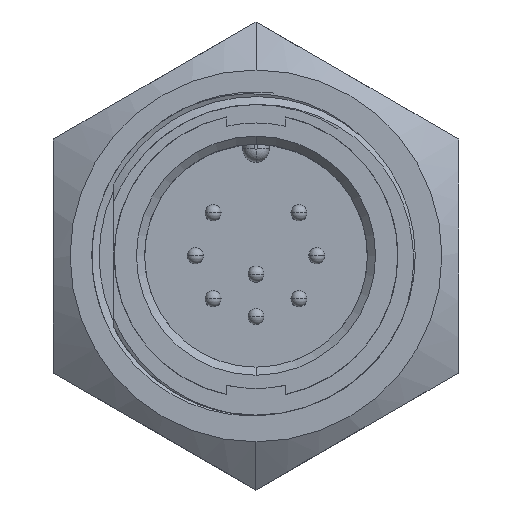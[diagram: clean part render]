
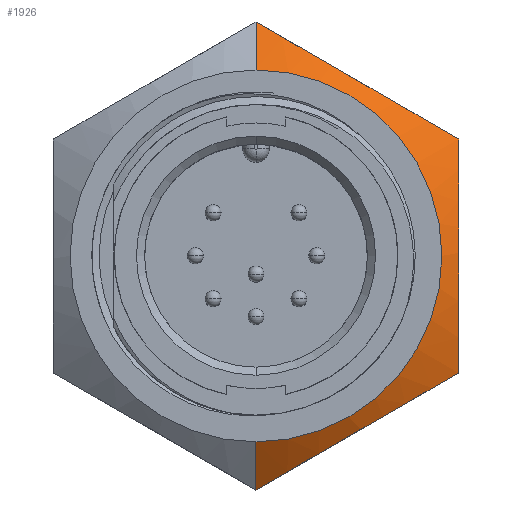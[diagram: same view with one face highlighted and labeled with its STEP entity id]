
A CAD part, top view. The second image highlights one B-rep face of the part: STEP entity #1926.
In plain terms, the highlighted conical face has half-angle 55 degrees and reference radius 11.654 mm.
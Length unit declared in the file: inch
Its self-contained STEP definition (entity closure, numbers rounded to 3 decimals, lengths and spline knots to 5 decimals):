
#282 = CARTESIAN_POINT ( 'NONE',  ( 0., 0.45881, -0.285 ) ) ;
#321 = CARTESIAN_POINT ( 'NONE',  ( 0.5, 0.28868, -0.368 ) ) ;
#439 = CARTESIAN_POINT ( 'NONE',  ( 0., -0.45881, -0.285 ) ) ;
#620 = CARTESIAN_POINT ( 'NONE',  ( 0.5, -0.28868, -0.368 ) ) ;
#666 = CARTESIAN_POINT ( 'NONE',  ( 0., -0.57735, -0.368 ) ) ;
#670 = CARTESIAN_POINT ( 'NONE',  ( 0., 0.57735, -0.368 ) ) ;
#882 = EDGE_LOOP ( 'NONE', ( #19333, #19371, #19347, #19303, #19376, #19449 ) ) ;
#1926 = ADVANCED_FACE ( 'NONE', ( #15658 ), #3937, .T. ) ;
#1977 = EDGE_CURVE ( 'NONE', #19324, #19429, #10595, .T. ) ;
#2078 = EDGE_CURVE ( 'NONE', #5749, #5927, #3964, .T. ) ;
#2127 = EDGE_CURVE ( 'NONE', #19437, #5793, #10600, .T. ) ;
#2131 = EDGE_CURVE ( 'NONE', #5749, #19437, #6387, .T. ) ;
#2212 = EDGE_CURVE ( 'NONE', #5793, #19324, #19575, .T. ) ;
#2213 = EDGE_CURVE ( 'NONE', #5927, #19429, #7615, .T. ) ;
#3937 = CONICAL_SURFACE ( 'NONE', #15587, 0.45881, 0.96 ) ;
#3964 = CIRCLE ( 'NONE', #15445, 0.45881 ) ;
#5749 = VERTEX_POINT ( 'NONE', #282 ) ;
#5793 = VERTEX_POINT ( 'NONE', #321 ) ;
#5927 = VERTEX_POINT ( 'NONE', #439 ) ;
#6348 = CARTESIAN_POINT ( 'NONE',  ( 0., 0.57735, -0.368 ) ) ;
#6349 = CARTESIAN_POINT ( 'NONE',  ( 0.04043, 0.55401, -0.35165 ) ) ;
#6350 = CARTESIAN_POINT ( 'NONE',  ( 0.08128, 0.53042, -0.3381 ) ) ;
#6351 = CARTESIAN_POINT ( 'NONE',  ( 0.16416, 0.48257, -0.3192 ) ) ;
#6352 = CARTESIAN_POINT ( 'NONE',  ( 0.20621, 0.45829, -0.31392 ) ) ;
#6353 = CARTESIAN_POINT ( 'NONE',  ( 0.27043, 0.42122, -0.3138 ) ) ;
#6354 = CARTESIAN_POINT ( 'NONE',  ( 0.29208, 0.40872, -0.31508 ) ) ;
#6355 = CARTESIAN_POINT ( 'NONE',  ( 0.33466, 0.38413, -0.32006 ) ) ;
#6356 = CARTESIAN_POINT ( 'NONE',  ( 0.35574, 0.37197, -0.32376 ) ) ;
#6357 = CARTESIAN_POINT ( 'NONE',  ( 0.41841, 0.33578, -0.33798 ) ) ;
#6358 = CARTESIAN_POINT ( 'NONE',  ( 0.45945, 0.31209, -0.35161 ) ) ;
#6359 = CARTESIAN_POINT ( 'NONE',  ( 0.5, 0.28868, -0.368 ) ) ;
#6387 = LINE ( 'NONE', #6388, #15805 ) ;
#6388 = CARTESIAN_POINT ( 'NONE',  ( 0., 0.45881, -0.285 ) ) ;
#6389 = DIRECTION ( 'NONE',  ( 0., 0.819, -0.574 ) ) ;
#7600 = CARTESIAN_POINT ( 'NONE',  ( 0.5, 0.28868, -0.368 ) ) ;
#7601 = CARTESIAN_POINT ( 'NONE',  ( 0.5, 0.26547, -0.35988 ) ) ;
#7602 = CARTESIAN_POINT ( 'NONE',  ( 0.5, 0.24197, -0.35238 ) ) ;
#7603 = CARTESIAN_POINT ( 'NONE',  ( 0.5, 0.19425, -0.33902 ) ) ;
#7604 = CARTESIAN_POINT ( 'NONE',  ( 0.5, 0.1702, -0.33321 ) ) ;
#7605 = CARTESIAN_POINT ( 'NONE',  ( 0.5, 0.09791, -0.31901 ) ) ;
#7606 = CARTESIAN_POINT ( 'NONE',  ( 0.5, 0.04931, -0.31385 ) ) ;
#7607 = CARTESIAN_POINT ( 'NONE',  ( 0.5, -0.02432, -0.31383 ) ) ;
#7608 = CARTESIAN_POINT ( 'NONE',  ( 0.5, -0.049, -0.3151 ) ) ;
#7609 = CARTESIAN_POINT ( 'NONE',  ( 0.5, -0.09851, -0.32016 ) ) ;
#7610 = CARTESIAN_POINT ( 'NONE',  ( 0.5, -0.12291, -0.3239 ) ) ;
#7611 = CARTESIAN_POINT ( 'NONE',  ( 0.5, -0.19526, -0.33819 ) ) ;
#7612 = CARTESIAN_POINT ( 'NONE',  ( 0.5, -0.24234, -0.35178 ) ) ;
#7613 = CARTESIAN_POINT ( 'NONE',  ( 0.5, -0.28868, -0.368 ) ) ;
#7615 = LINE ( 'NONE', #7616, #15309 ) ;
#7616 = CARTESIAN_POINT ( 'NONE',  ( 0., -0.45881, -0.285 ) ) ;
#7617 = DIRECTION ( 'NONE',  ( 0., -0.819, -0.574 ) ) ;
#9850 = CARTESIAN_POINT ( 'NONE',  ( 0., 0., -0.285 ) ) ;
#10395 = DIRECTION ( 'NONE',  ( 0., 0., -1. ) ) ;
#10507 = DIRECTION ( 'NONE',  ( 0., 1., 0. ) ) ;
#10595 = B_SPLINE_CURVE_WITH_KNOTS ( 'NONE', 3,
 ( #19709, #19710, #19711, #19712, #19713, #19715, #19705, #19621, #19622, #19623, #19624, #19625 ),
 .UNSPECIFIED., .F., .F.,
 ( 4, 2, 2, 2, 2, 4 ),
 ( 0., 0.00372, 0.00743, 0.00929, 0.01115, 0.01486 ),
 .UNSPECIFIED. ) ;
#10600 = B_SPLINE_CURVE_WITH_KNOTS ( 'NONE', 3,
 ( #6348, #6349, #6350, #6351, #6352, #6353, #6354, #6355, #6356, #6357, #6358, #6359 ),
 .UNSPECIFIED., .F., .F.,
 ( 4, 2, 2, 2, 2, 4 ),
 ( 0., 0.00372, 0.00743, 0.00929, 0.01115, 0.01486 ),
 .UNSPECIFIED. ) ;
#15309 = VECTOR ( 'NONE', #7617, 39.37008 ) ;
#15445 = AXIS2_PLACEMENT_3D ( 'NONE', #9850, #10395, #10507 ) ;
#15587 = AXIS2_PLACEMENT_3D ( 'NONE', #20246, #20247, #20248 ) ;
#15658 = FACE_OUTER_BOUND ( 'NONE', #882, .T. ) ;
#15805 = VECTOR ( 'NONE', #6389, 39.37008 ) ;
#19303 = ORIENTED_EDGE ( 'NONE', *, *, #2212, .F. ) ;
#19324 = VERTEX_POINT ( 'NONE', #620 ) ;
#19333 = ORIENTED_EDGE ( 'NONE', *, *, #2078, .T. ) ;
#19347 = ORIENTED_EDGE ( 'NONE', *, *, #1977, .F. ) ;
#19371 = ORIENTED_EDGE ( 'NONE', *, *, #2213, .T. ) ;
#19376 = ORIENTED_EDGE ( 'NONE', *, *, #2127, .F. ) ;
#19429 = VERTEX_POINT ( 'NONE', #666 ) ;
#19437 = VERTEX_POINT ( 'NONE', #670 ) ;
#19449 = ORIENTED_EDGE ( 'NONE', *, *, #2131, .F. ) ;
#19575 = B_SPLINE_CURVE_WITH_KNOTS ( 'NONE', 3,
 ( #7600, #7601, #7602, #7603, #7604, #7605, #7606, #7607, #7608, #7609, #7610, #7611, #7612, #7613 ),
 .UNSPECIFIED., .F., .F.,
 ( 4, 2, 2, 2, 2, 2, 4 ),
 ( 0.01145, 0.01332, 0.01518, 0.01892, 0.02078, 0.02265, 0.02638 ),
 .UNSPECIFIED. ) ;
#19621 = CARTESIAN_POINT ( 'NONE',  ( 0.16534, -0.48189, -0.32006 ) ) ;
#19622 = CARTESIAN_POINT ( 'NONE',  ( 0.14426, -0.49406, -0.32376 ) ) ;
#19623 = CARTESIAN_POINT ( 'NONE',  ( 0.08159, -0.53024, -0.33798 ) ) ;
#19624 = CARTESIAN_POINT ( 'NONE',  ( 0.04055, -0.55394, -0.35161 ) ) ;
#19625 = CARTESIAN_POINT ( 'NONE',  ( 0., -0.57735, -0.368 ) ) ;
#19705 = CARTESIAN_POINT ( 'NONE',  ( 0.20792, -0.45731, -0.31508 ) ) ;
#19709 = CARTESIAN_POINT ( 'NONE',  ( 0.5, -0.28868, -0.368 ) ) ;
#19710 = CARTESIAN_POINT ( 'NONE',  ( 0.45957, -0.31202, -0.35165 ) ) ;
#19711 = CARTESIAN_POINT ( 'NONE',  ( 0.41872, -0.3356, -0.3381 ) ) ;
#19712 = CARTESIAN_POINT ( 'NONE',  ( 0.33584, -0.38345, -0.3192 ) ) ;
#19713 = CARTESIAN_POINT ( 'NONE',  ( 0.29379, -0.40773, -0.31392 ) ) ;
#19715 = CARTESIAN_POINT ( 'NONE',  ( 0.22957, -0.44481, -0.3138 ) ) ;
#20246 = CARTESIAN_POINT ( 'NONE',  ( 0., 0., -0.285 ) ) ;
#20247 = DIRECTION ( 'NONE',  ( 0., 0., -1. ) ) ;
#20248 = DIRECTION ( 'NONE',  ( 0., 1., 0. ) ) ;
